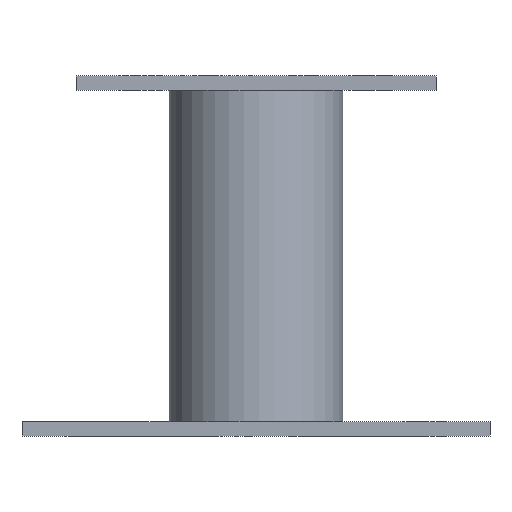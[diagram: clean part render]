
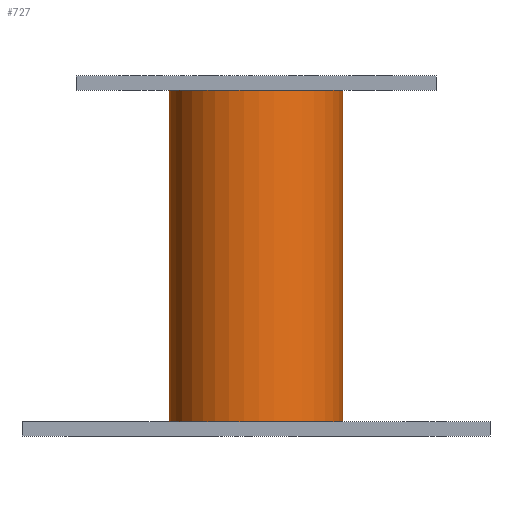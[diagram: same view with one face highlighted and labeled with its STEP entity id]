
A CAD part, left-side view. The second image highlights one B-rep face of the part: STEP entity #727.
In plain terms, the highlighted cylindrical face has radius 24.15 mm (diameter 48.3 mm), a partial arc.
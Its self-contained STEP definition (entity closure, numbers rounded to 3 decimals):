
#32 = FACE_OUTER_BOUND ( 'NONE', #635, .T. ) ;
#43 = DIRECTION ( 'NONE',  ( 0., 0., -1. ) ) ;
#73 = CARTESIAN_POINT ( 'NONE',  ( -0.938, 24.132, 4. ) ) ;
#84 = VERTEX_POINT ( 'NONE', #595 ) ;
#123 = DIRECTION ( 'NONE',  ( -0.039, 0.999, 0. ) ) ;
#146 = CIRCLE ( 'NONE', #1391, 24.15 ) ;
#162 = EDGE_CURVE ( 'NONE', #576, #626, #608, .T. ) ;
#168 = ORIENTED_EDGE ( 'NONE', *, *, #1455, .F. ) ;
#192 = CARTESIAN_POINT ( 'NONE',  ( 0., 0., 4. ) ) ;
#286 = CARTESIAN_POINT ( 'NONE',  ( 0., 0., 96. ) ) ;
#287 = VECTOR ( 'NONE', #1620, 1000. ) ;
#288 = VECTOR ( 'NONE', #43, 1000. ) ;
#295 = ORIENTED_EDGE ( 'NONE', *, *, #716, .F. ) ;
#384 = DIRECTION ( 'NONE',  ( -0.039, 0.999, 0. ) ) ;
#545 = AXIS2_PLACEMENT_3D ( 'NONE', #815, #936, #384 ) ;
#564 = LINE ( 'NONE', #594, #287 ) ;
#575 = CYLINDRICAL_SURFACE ( 'NONE', #663, 24.15 ) ;
#576 = VERTEX_POINT ( 'NONE', #882 ) ;
#594 = CARTESIAN_POINT ( 'NONE',  ( 0.938, -24.132, 4. ) ) ;
#595 = CARTESIAN_POINT ( 'NONE',  ( 0.938, -24.132, 96. ) ) ;
#608 = LINE ( 'NONE', #863, #288 ) ;
#626 = VERTEX_POINT ( 'NONE', #73 ) ;
#635 = EDGE_LOOP ( 'NONE', ( #295, #1215, #1510, #168 ) ) ;
#663 = AXIS2_PLACEMENT_3D ( 'NONE', #192, #1659, #1552 ) ;
#716 = EDGE_CURVE ( 'NONE', #84, #1484, #564, .T. ) ;
#727 = ADVANCED_FACE ( 'NONE', ( #32 ), #575, .T. ) ;
#801 = CIRCLE ( 'NONE', #545, 24.15 ) ;
#815 = CARTESIAN_POINT ( 'NONE',  ( 0., 0., 4. ) ) ;
#863 = CARTESIAN_POINT ( 'NONE',  ( -0.938, 24.132, 4. ) ) ;
#882 = CARTESIAN_POINT ( 'NONE',  ( -0.938, 24.132, 96. ) ) ;
#936 = DIRECTION ( 'NONE',  ( 0., 0., -1. ) ) ;
#1215 = ORIENTED_EDGE ( 'NONE', *, *, #1436, .F. ) ;
#1366 = CARTESIAN_POINT ( 'NONE',  ( 0.938, -24.132, 4. ) ) ;
#1391 = AXIS2_PLACEMENT_3D ( 'NONE', #286, #1463, #123 ) ;
#1436 = EDGE_CURVE ( 'NONE', #576, #84, #146, .T. ) ;
#1455 = EDGE_CURVE ( 'NONE', #1484, #626, #801, .T. ) ;
#1463 = DIRECTION ( 'NONE',  ( 0., 0., 1. ) ) ;
#1484 = VERTEX_POINT ( 'NONE', #1366 ) ;
#1510 = ORIENTED_EDGE ( 'NONE', *, *, #162, .T. ) ;
#1552 = DIRECTION ( 'NONE',  ( -0.039, 0.999, 0. ) ) ;
#1620 = DIRECTION ( 'NONE',  ( 0., 0., -1. ) ) ;
#1659 = DIRECTION ( 'NONE',  ( 0., 0., -1. ) ) ;
